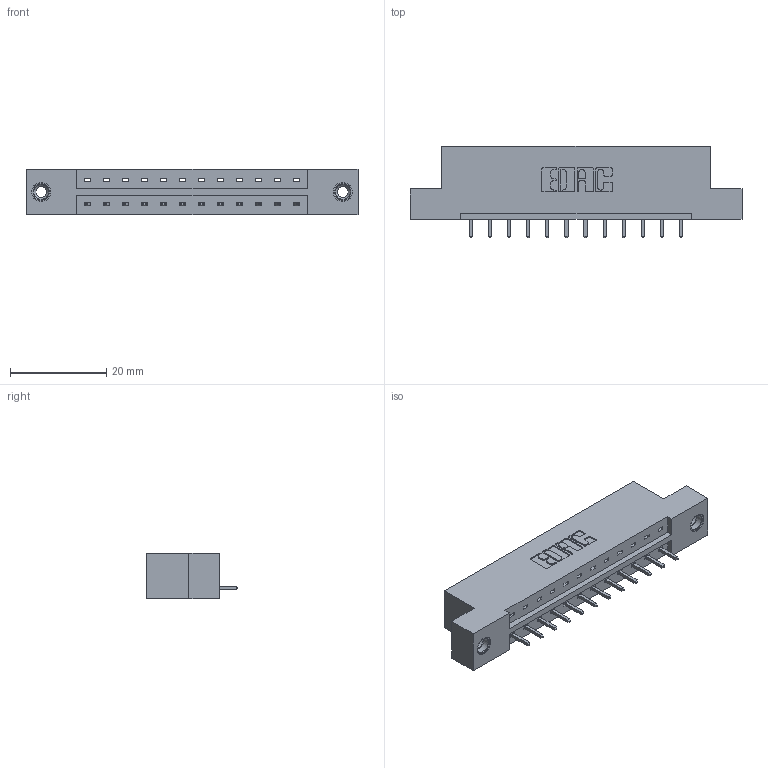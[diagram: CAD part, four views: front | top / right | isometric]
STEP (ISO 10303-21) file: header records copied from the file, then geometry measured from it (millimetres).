
FILE_DESCRIPTION (( 'STEP AP203' ), '1' );
FILE_NAME ('333-012-521-108.STEP', '2018-07-31T23:58:53', ( '' ), ( '' ), 'SwSTEP 2.0', 'SolidWorks 2016', '' );
FILE_SCHEMA (( 'CONFIG_CONTROL_DESIGN' ));
Length unit declared in the file: inch
Products named in the file (4): 345-292-001_345-293-121; 345-250-001_345-250-003-102; 333-012-521-108; 333 Part_Flush - .156 Dia - TI
Assembly tree (15 placements, depth 2):
  333-012-521-108
    333 Part_Flush - .156 Dia - TI
    345-292-001_345-293-121  x12
    345-250-001_345-250-003-102  x2
Bounding box: 69.09 x 19.06 x 9.4 mm (x, y, z)
Volume: 6653.5 mm3; surface area: 6886.9 mm2
Topology: 15 solids, 15 shells, 870 faces, 2559 edges, 1682 vertices
Faces by surface type: plane 606, cylinder 248, cone 12, torus 4
Entity records: 12420 total; most frequent: CARTESIAN_POINT 2129, ORIENTED_EDGE 2070, DIRECTION 1889, EDGE_CURVE 1035, LINE 887, VECTOR 887, VERTEX_POINT 684, AXIS2_PLACEMENT_3D 501
